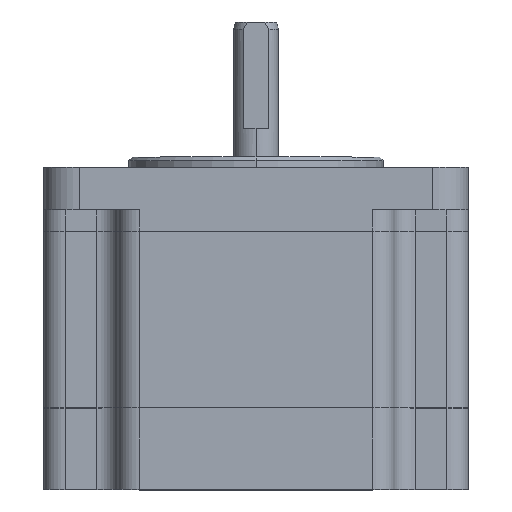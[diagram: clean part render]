
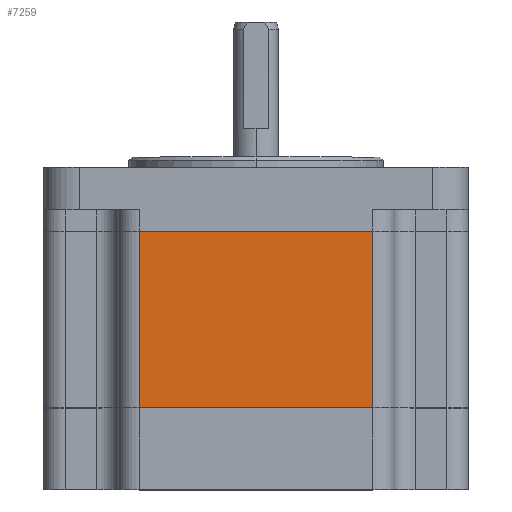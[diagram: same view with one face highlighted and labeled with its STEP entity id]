
A CAD part, top view. The second image highlights one B-rep face of the part: STEP entity #7259.
In plain terms, the highlighted planar face has unit normal (0, 0, 1).
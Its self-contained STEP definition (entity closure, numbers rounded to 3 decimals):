
#377 = EDGE_LOOP ( 'NONE', ( #4825, #4827, #4826, #4828 ) ) ;
#4825 = ORIENTED_EDGE ( 'NONE', *, *, #7082, .T. ) ;
#4826 = ORIENTED_EDGE ( 'NONE', *, *, #7083, .T. ) ;
#4827 = ORIENTED_EDGE ( 'NONE', *, *, #7081, .T. ) ;
#4828 = ORIENTED_EDGE ( 'NONE', *, *, #7060, .F. ) ;
#5368 = VERTEX_POINT ( 'NONE', #6046 ) ;
#5369 = VERTEX_POINT ( 'NONE', #6047 ) ;
#5380 = VERTEX_POINT ( 'NONE', #6058 ) ;
#5381 = VERTEX_POINT ( 'NONE', #6059 ) ;
#6046 = CARTESIAN_POINT ( 'NONE',  ( 1.15, 36.49, 47.65 ) ) ;
#6047 = CARTESIAN_POINT ( 'NONE',  ( 34.15, 36.49, 47.65 ) ) ;
#6058 = CARTESIAN_POINT ( 'NONE',  ( 1.15, 11.51, 47.65 ) ) ;
#6059 = CARTESIAN_POINT ( 'NONE',  ( 34.15, 11.51, 47.65 ) ) ;
#6650 = LINE ( 'NONE', #6651, #8204 ) ;
#6651 = CARTESIAN_POINT ( 'NONE',  ( -10.296, 36.49, 47.65 ) ) ;
#6652 = DIRECTION ( 'NONE',  ( 1., 0., 0. ) ) ;
#6713 = LINE ( 'NONE', #6714, #8223 ) ;
#6714 = CARTESIAN_POINT ( 'NONE',  ( -10.296, 11.51, 47.65 ) ) ;
#6715 = DIRECTION ( 'NONE',  ( 1., 0., 0. ) ) ;
#6716 = LINE ( 'NONE', #6717, #8224 ) ;
#6717 = CARTESIAN_POINT ( 'NONE',  ( 1.15, 45.5, 47.65 ) ) ;
#6718 = DIRECTION ( 'NONE',  ( 0., -1., 0. ) ) ;
#6719 = LINE ( 'NONE', #6720, #8225 ) ;
#6720 = CARTESIAN_POINT ( 'NONE',  ( 34.15, 45.5, 47.65 ) ) ;
#6721 = DIRECTION ( 'NONE',  ( 0., 1., 0. ) ) ;
#7060 = EDGE_CURVE ( 'NONE', #5368, #5369, #6650, .T. ) ;
#7081 = EDGE_CURVE ( 'NONE', #5380, #5381, #6713, .T. ) ;
#7082 = EDGE_CURVE ( 'NONE', #5368, #5380, #6716, .T. ) ;
#7083 = EDGE_CURVE ( 'NONE', #5381, #5369, #6719, .T. ) ;
#7259 = ADVANCED_FACE ( 'NONE', ( #12632 ), #11593, .F. ) ;
#8204 = VECTOR ( 'NONE', #6652, 1000. ) ;
#8223 = VECTOR ( 'NONE', #6715, 1000. ) ;
#8224 = VECTOR ( 'NONE', #6718, 1000. ) ;
#8225 = VECTOR ( 'NONE', #6721, 1000. ) ;
#11593 = PLANE ( 'NONE',  #12638 ) ;
#11594 = CARTESIAN_POINT ( 'NONE',  ( -10.296, 45.5, 47.65 ) ) ;
#11595 = DIRECTION ( 'NONE',  ( 0., 0., -1. ) ) ;
#11596 = DIRECTION ( 'NONE',  ( -1., 0., 0. ) ) ;
#12632 = FACE_OUTER_BOUND ( 'NONE', #377, .T. ) ;
#12638 = AXIS2_PLACEMENT_3D ( 'NONE', #11594, #11595, #11596 ) ;
